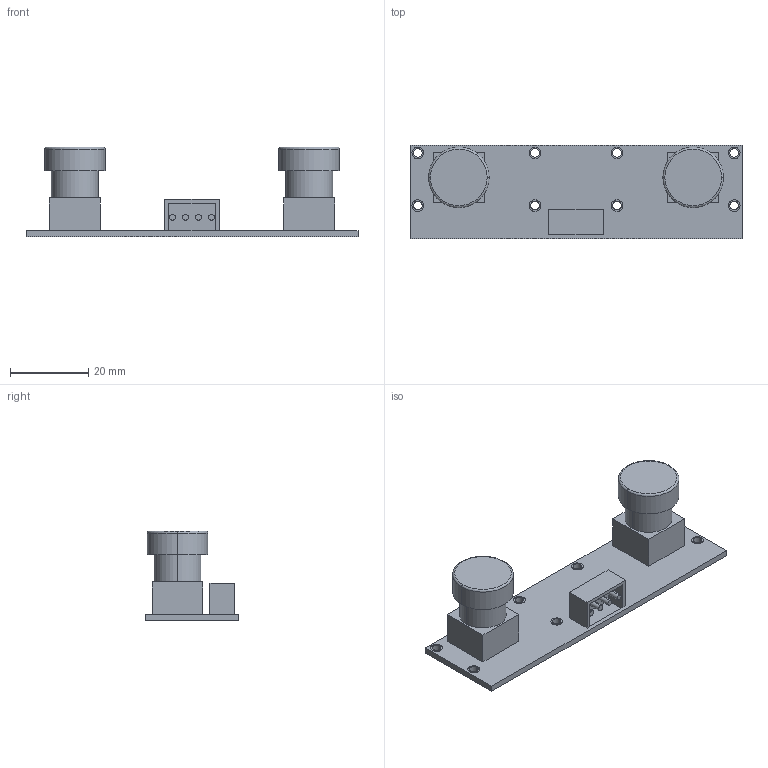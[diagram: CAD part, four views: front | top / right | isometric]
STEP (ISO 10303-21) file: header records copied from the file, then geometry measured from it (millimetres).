
FILE_DESCRIPTION (( 'STEP AP214' ), '1' );
FILE_NAME ('IMX219-83 Stereo Camera.STEP', '2022-03-16T17:28:41', ( '' ), ( '' ), 'SwSTEP 2.0', 'SolidWorks 2020', '' );
FILE_SCHEMA (( 'AUTOMOTIVE_DESIGN' ));
Length unit declared in the file: millimetre
Products named in the file (1): IMX219-83 Stereo Camera
Bounding box: 85 x 24 x 23 mm (x, y, z)
Volume: 10159.3 mm3; surface area: 7835.6 mm2
Topology: 3 solids, 3 shells, 97 faces, 216 edges, 142 vertices
Faces by surface type: cylinder 48, plane 45, torus 4
Entity records: 3701 total; most frequent: DIRECTION 516, CARTESIAN_POINT 456, ORIENTED_EDGE 432, EDGE_CURVE 216, AXIS2_PLACEMENT_3D 202, VERTEX_POINT 142, EDGE_LOOP 130, VECTOR 112
